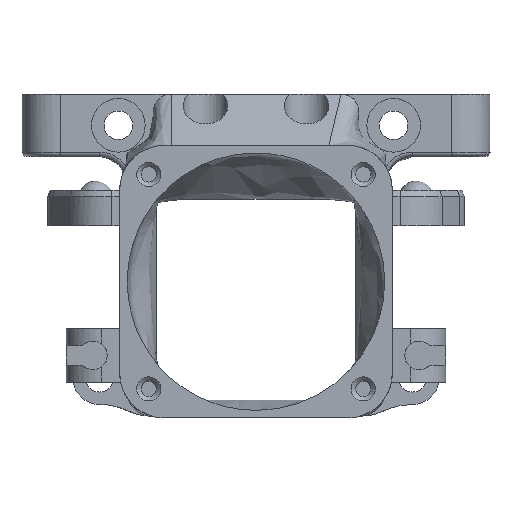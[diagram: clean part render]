
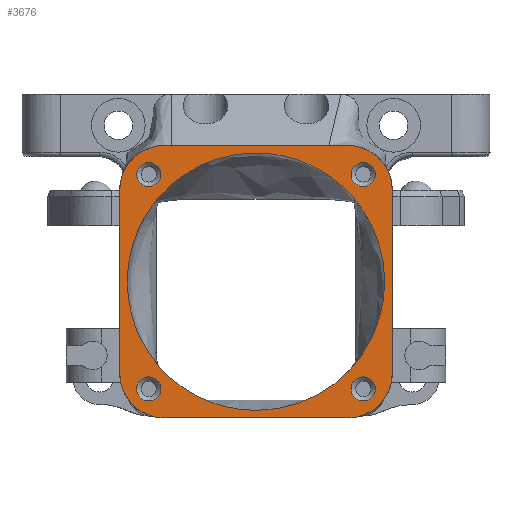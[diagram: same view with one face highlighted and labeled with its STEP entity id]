
A CAD part, front view. The second image highlights one B-rep face of the part: STEP entity #3676.
In plain terms, the highlighted planar face has unit normal (0, -1, 0).
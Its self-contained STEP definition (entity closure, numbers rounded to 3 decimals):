
#360=LINE('',#9331,#630);
#372=LINE('',#9461,#642);
#382=LINE('',#9498,#652);
#404=LINE('',#10049,#674);
#630=VECTOR('',#4647,10.);
#642=VECTOR('',#4685,10.);
#652=VECTOR('',#4717,10.);
#674=VECTOR('',#4793,10.);
#799=B_SPLINE_CURVE_WITH_KNOTS('',3,(#8914,#8915,#8916,#8917,#8918,#8919,
#8920,#8921,#8922,#8923,#8924,#8925,#8926,#8927,#8928,#8929,#8930,#8931),
 .UNSPECIFIED.,.F.,.F.,(4,2,2,2,2,2,2,2,4),(-1.,-0.832,-0.72,
-0.584,-0.5,-0.416,-0.28,
-0.168,0.),.UNSPECIFIED.);
#805=B_SPLINE_CURVE_WITH_KNOTS('',3,(#9023,#9024,#9025,#9026,#9027,#9028,
#9029,#9030),.UNSPECIFIED.,.F.,.F.,(4,1,2,1,4),(-1.,-0.7,
-0.5,-0.2,0.),.UNSPECIFIED.);
#857=FACE_BOUND('',#1277,.T.);
#858=FACE_BOUND('',#1278,.T.);
#859=FACE_BOUND('',#1279,.T.);
#860=FACE_BOUND('',#1280,.T.);
#861=FACE_BOUND('',#1281,.T.);
#1048=FACE_OUTER_BOUND('',#1276,.T.);
#1276=EDGE_LOOP('',(#3363,#3364,#3365,#3366,#3367,#3368,#3369,#3370));
#1277=EDGE_LOOP('',(#3371));
#1278=EDGE_LOOP('',(#3372));
#1279=EDGE_LOOP('',(#3373));
#1280=EDGE_LOOP('',(#3374));
#1281=EDGE_LOOP('',(#3375,#3376));
#1361=CIRCLE('',#3867,1.35);
#1364=CIRCLE('',#3873,1.35);
#1367=CIRCLE('',#3879,1.35);
#1370=CIRCLE('',#3885,1.35);
#1394=CIRCLE('',#3928,5.);
#1405=CIRCLE('',#3967,5.);
#1406=CIRCLE('',#3968,5.);
#1407=CIRCLE('',#3969,5.);
#1697=VERTEX_POINT('',#8690);
#1700=VERTEX_POINT('',#8701);
#1703=VERTEX_POINT('',#8712);
#1706=VERTEX_POINT('',#8723);
#1712=VERTEX_POINT('',#8905);
#1713=VERTEX_POINT('',#8913);
#1735=VERTEX_POINT('',#9328);
#1736=VERTEX_POINT('',#9330);
#1744=VERTEX_POINT('',#9406);
#1746=VERTEX_POINT('',#9458);
#1747=VERTEX_POINT('',#9460);
#1754=VERTEX_POINT('',#9497);
#1766=VERTEX_POINT('',#10046);
#1767=VERTEX_POINT('',#10048);
#2173=EDGE_CURVE('',#1697,#1697,#1361,.T.);
#2178=EDGE_CURVE('',#1700,#1700,#1364,.T.);
#2183=EDGE_CURVE('',#1703,#1703,#1367,.T.);
#2188=EDGE_CURVE('',#1706,#1706,#1370,.T.);
#2198=EDGE_CURVE('',#1713,#1712,#799,.T.);
#2206=EDGE_CURVE('',#1712,#1713,#805,.T.);
#2242=EDGE_CURVE('',#1736,#1735,#360,.T.);
#2257=EDGE_CURVE('',#1736,#1744,#1394,.T.);
#2262=EDGE_CURVE('',#1747,#1746,#372,.T.);
#2276=EDGE_CURVE('',#1754,#1744,#382,.T.);
#2307=EDGE_CURVE('',#1747,#1735,#1405,.T.);
#2308=EDGE_CURVE('',#1766,#1746,#1406,.T.);
#2309=EDGE_CURVE('',#1766,#1767,#404,.T.);
#2310=EDGE_CURVE('',#1754,#1767,#1407,.T.);
#3363=ORIENTED_EDGE('',*,*,#2242,.T.);
#3364=ORIENTED_EDGE('',*,*,#2307,.F.);
#3365=ORIENTED_EDGE('',*,*,#2262,.T.);
#3366=ORIENTED_EDGE('',*,*,#2308,.F.);
#3367=ORIENTED_EDGE('',*,*,#2309,.T.);
#3368=ORIENTED_EDGE('',*,*,#2310,.F.);
#3369=ORIENTED_EDGE('',*,*,#2276,.T.);
#3370=ORIENTED_EDGE('',*,*,#2257,.F.);
#3371=ORIENTED_EDGE('',*,*,#2178,.T.);
#3372=ORIENTED_EDGE('',*,*,#2173,.T.);
#3373=ORIENTED_EDGE('',*,*,#2183,.T.);
#3374=ORIENTED_EDGE('',*,*,#2188,.T.);
#3375=ORIENTED_EDGE('',*,*,#2198,.T.);
#3376=ORIENTED_EDGE('',*,*,#2206,.T.);
#3488=PLANE('',#3966);
#3676=ADVANCED_FACE('',(#1048,#857,#858,#859,#860,#861),#3488,.F.);
#3867=AXIS2_PLACEMENT_3D('',#8691,#4526,#4527);
#3873=AXIS2_PLACEMENT_3D('',#8702,#4540,#4541);
#3879=AXIS2_PLACEMENT_3D('',#8713,#4554,#4555);
#3885=AXIS2_PLACEMENT_3D('',#8724,#4568,#4569);
#3928=AXIS2_PLACEMENT_3D('',#9407,#4675,#4676);
#3966=AXIS2_PLACEMENT_3D('',#10044,#4787,#4788);
#3967=AXIS2_PLACEMENT_3D('',#10045,#4789,#4790);
#3968=AXIS2_PLACEMENT_3D('',#10047,#4791,#4792);
#3969=AXIS2_PLACEMENT_3D('',#10050,#4794,#4795);
#4526=DIRECTION('center_axis',(0.,1.,0.));
#4527=DIRECTION('ref_axis',(1.,0.,0.));
#4540=DIRECTION('center_axis',(0.,1.,0.));
#4541=DIRECTION('ref_axis',(1.,0.,0.));
#4554=DIRECTION('center_axis',(0.,1.,0.));
#4555=DIRECTION('ref_axis',(1.,0.,0.));
#4568=DIRECTION('center_axis',(0.,1.,0.));
#4569=DIRECTION('ref_axis',(1.,0.,0.));
#4647=DIRECTION('',(1.,0.,0.));
#4675=DIRECTION('center_axis',(0.,1.,0.));
#4676=DIRECTION('ref_axis',(-1.,0.,0.));
#4685=DIRECTION('',(0.,0.,1.));
#4717=DIRECTION('',(0.,0.,-1.));
#4787=DIRECTION('center_axis',(0.,1.,0.));
#4788=DIRECTION('ref_axis',(0.,0.,1.));
#4789=DIRECTION('center_axis',(0.,1.,0.));
#4790=DIRECTION('ref_axis',(0.,0.,-1.));
#4791=DIRECTION('center_axis',(0.,1.,0.));
#4792=DIRECTION('ref_axis',(1.,0.,0.));
#4793=DIRECTION('',(-1.,0.,0.));
#4794=DIRECTION('center_axis',(0.,1.,0.));
#4795=DIRECTION('ref_axis',(0.,0.,1.));
#8690=CARTESIAN_POINT('',(113.349,115.5,113.103));
#8691=CARTESIAN_POINT('Origin',(114.699,115.5,113.103));
#8701=CARTESIAN_POINT('',(137.349,115.5,113.103));
#8702=CARTESIAN_POINT('Origin',(138.699,115.5,113.103));
#8712=CARTESIAN_POINT('',(137.349,115.5,89.103));
#8713=CARTESIAN_POINT('Origin',(138.699,115.5,89.103));
#8723=CARTESIAN_POINT('',(113.349,115.5,89.103));
#8724=CARTESIAN_POINT('Origin',(114.699,115.5,89.103));
#8905=CARTESIAN_POINT('',(115.8,115.5,110.514));
#8913=CARTESIAN_POINT('',(137.599,115.5,110.514));
#8914=CARTESIAN_POINT('Ctrl Pts',(137.599,115.5,110.514));
#8915=CARTESIAN_POINT('Ctrl Pts',(139.833,115.5,107.926));
#8916=CARTESIAN_POINT('Ctrl Pts',(141.104,115.5,104.524));
#8917=CARTESIAN_POINT('Ctrl Pts',(141.099,115.5,98.819));
#8918=CARTESIAN_POINT('Ctrl Pts',(140.527,115.5,96.347));
#8919=CARTESIAN_POINT('Ctrl Pts',(137.795,115.5,91.4));
#8920=CARTESIAN_POINT('Ctrl Pts',(135.3,115.5,89.106));
#8921=CARTESIAN_POINT('Ctrl Pts',(130.549,115.5,87.09));
#8922=CARTESIAN_POINT('Ctrl Pts',(128.601,115.5,86.701));
#8923=CARTESIAN_POINT('Ctrl Pts',(124.798,115.5,86.701));
#8924=CARTESIAN_POINT('Ctrl Pts',(122.85,115.5,87.09));
#8925=CARTESIAN_POINT('Ctrl Pts',(118.099,115.5,89.106));
#8926=CARTESIAN_POINT('Ctrl Pts',(115.604,115.5,91.4));
#8927=CARTESIAN_POINT('Ctrl Pts',(112.872,115.5,96.347));
#8928=CARTESIAN_POINT('Ctrl Pts',(112.3,115.5,98.819));
#8929=CARTESIAN_POINT('Ctrl Pts',(112.295,115.5,104.524));
#8930=CARTESIAN_POINT('Ctrl Pts',(113.566,115.5,107.926));
#8931=CARTESIAN_POINT('Ctrl Pts',(115.8,115.5,110.514));
#9023=CARTESIAN_POINT('Ctrl Pts',(115.8,115.5,110.514));
#9024=CARTESIAN_POINT('Ctrl Pts',(117.416,115.5,112.385));
#9025=CARTESIAN_POINT('Ctrl Pts',(120.93,115.5,114.79));
#9026=CARTESIAN_POINT('Ctrl Pts',(125.053,115.5,115.502));
#9027=CARTESIAN_POINT('Ctrl Pts',(129.173,115.5,115.506));
#9028=CARTESIAN_POINT('Ctrl Pts',(133.288,115.5,114.416));
#9029=CARTESIAN_POINT('Ctrl Pts',(136.521,115.5,111.762));
#9030=CARTESIAN_POINT('Ctrl Pts',(137.599,115.5,110.514));
#9328=CARTESIAN_POINT('',(136.949,115.5,85.853));
#9330=CARTESIAN_POINT('',(116.449,115.5,85.853));
#9331=CARTESIAN_POINT('',(116.449,115.5,85.853));
#9406=CARTESIAN_POINT('',(111.449,115.5,90.853));
#9407=CARTESIAN_POINT('Origin',(116.449,115.5,90.853));
#9458=CARTESIAN_POINT('',(141.949,115.5,111.353));
#9460=CARTESIAN_POINT('',(141.949,115.5,90.853));
#9461=CARTESIAN_POINT('',(141.949,115.5,90.853));
#9497=CARTESIAN_POINT('',(111.449,115.5,111.353));
#9498=CARTESIAN_POINT('',(111.449,115.5,111.353));
#10044=CARTESIAN_POINT('Origin',(126.699,115.5,101.103));
#10045=CARTESIAN_POINT('Origin',(136.949,115.5,90.853));
#10046=CARTESIAN_POINT('',(136.949,115.5,116.353));
#10047=CARTESIAN_POINT('Origin',(136.949,115.5,111.353));
#10048=CARTESIAN_POINT('',(116.449,115.5,116.353));
#10049=CARTESIAN_POINT('',(136.949,115.5,116.353));
#10050=CARTESIAN_POINT('Origin',(116.449,115.5,111.353));
